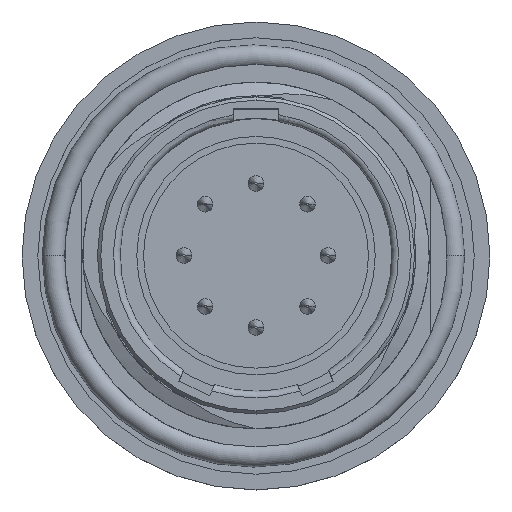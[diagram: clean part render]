
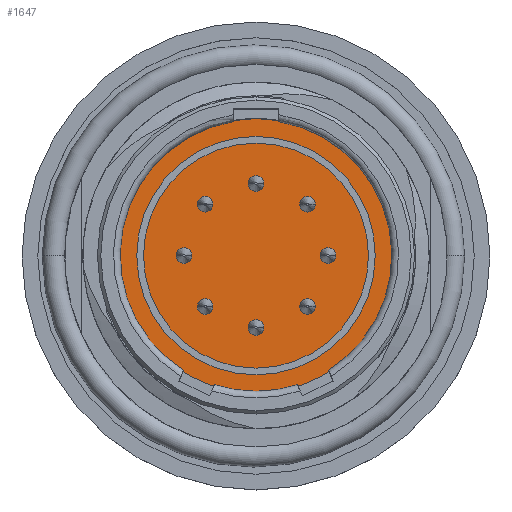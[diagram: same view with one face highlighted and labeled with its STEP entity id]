
A CAD part, top view. The second image highlights one B-rep face of the part: STEP entity #1647.
In plain terms, the highlighted planar face has unit normal (0, 0, 1).
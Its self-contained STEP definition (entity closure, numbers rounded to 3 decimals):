
#974=CARTESIAN_POINT('',(6.1,0.,7.52));
#975=VERTEX_POINT('',#974);
#1025=CARTESIAN_POINT('',(-6.1,0.,7.52));
#1026=VERTEX_POINT('',#1025);
#1033=CARTESIAN_POINT('',(0.0,0.,7.52));
#1034=DIRECTION('',(0.0,0.0,-1.0));
#1035=DIRECTION('',(1.0,0.0,0.0));
#1036=AXIS2_PLACEMENT_3D('',#1033,#1034,#1035);
#1037=CIRCLE('',#1036,6.1);
#1038=EDGE_CURVE('',#1026,#975,#1037,.T.);
#1381=CARTESIAN_POINT('',(0.0,0.,7.52));
#1382=DIRECTION('',(0.0,0.0,-1.0));
#1383=DIRECTION('',(1.0,0.0,0.0));
#1384=AXIS2_PLACEMENT_3D('',#1381,#1382,#1383);
#1385=CIRCLE('',#1384,6.1);
#1386=EDGE_CURVE('',#975,#1026,#1385,.T.);
#1638=CARTESIAN_POINT('',(0.0,0.,7.52));
#1639=DIRECTION('',(0.0,0.0,-1.0));
#1640=DIRECTION('',(1.0,0.0,0.0));
#1641=AXIS2_PLACEMENT_3D('',#1638,#1639,#1640);
#1642=PLANE('',#1641);
#1643=ORIENTED_EDGE('',*,*,#1386,.F.);
#1644=ORIENTED_EDGE('',*,*,#1038,.F.);
#1645=EDGE_LOOP('',(#1643,#1644));
#1646=FACE_OUTER_BOUND('',#1645,.T.);
#1647=ADVANCED_FACE('',(#1646),#1642,.F.);
